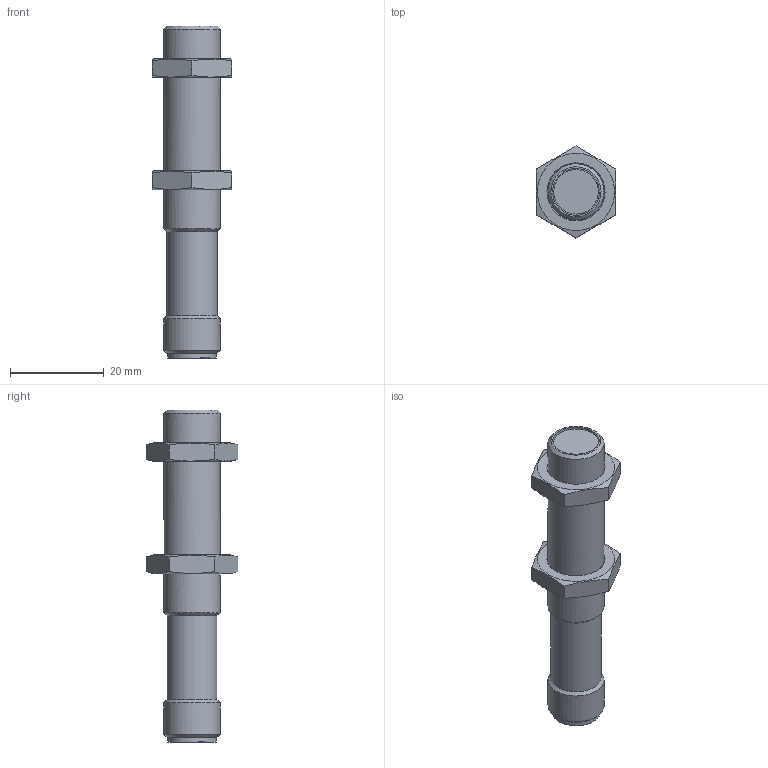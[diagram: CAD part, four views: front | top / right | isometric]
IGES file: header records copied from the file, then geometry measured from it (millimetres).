
Global section: file name: BEK-PM12-G5T-BS-; native system: Autodesk Inventor 2015; preprocessor: unknown; author: lck; date: 20150713.101957; units: millimetre
Bounding box: 17 x 19.63 x 71 mm (x, y, z)
Volume: 8116.1 mm3; surface area: 7053.2 mm2
Topology: 1 solids, 5 shells, 146 faces, 396 edges, 279 vertices
Faces by surface type: bspline 146
